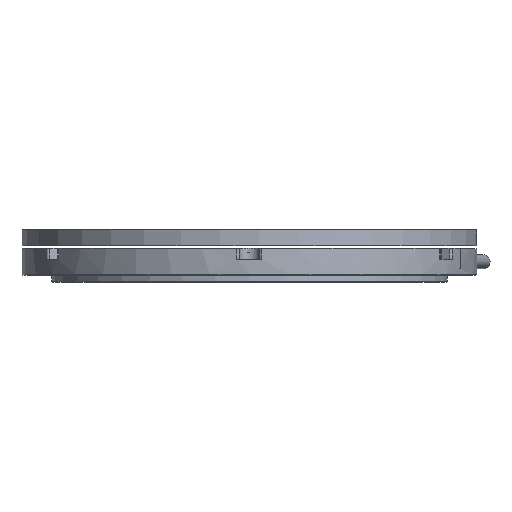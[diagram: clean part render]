
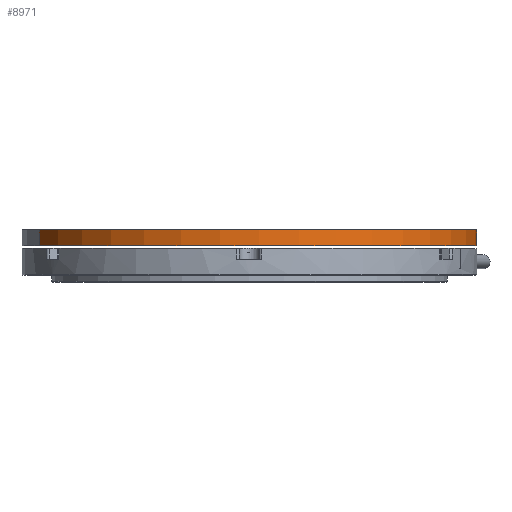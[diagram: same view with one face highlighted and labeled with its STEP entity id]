
A CAD part, front view. The second image highlights one B-rep face of the part: STEP entity #8971.
In plain terms, the highlighted cylindrical face has radius 50 mm (diameter 100 mm), a partial arc.
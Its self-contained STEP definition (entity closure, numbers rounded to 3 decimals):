
#944 = CARTESIAN_POINT ( 'NONE',  ( 46.186, 19.152, 8. ) ) ;
#981 = EDGE_LOOP ( 'NONE', ( #1949, #7346, #9528, #4808 ) ) ;
#1037 = AXIS2_PLACEMENT_3D ( 'NONE', #2436, #8308, #8405 ) ;
#1131 = VERTEX_POINT ( 'NONE', #7457 ) ;
#1345 = VECTOR ( 'NONE', #3172, 1000. ) ;
#1389 = AXIS2_PLACEMENT_3D ( 'NONE', #8296, #1698, #7039 ) ;
#1404 = EDGE_CURVE ( 'NONE', #8153, #1131, #5555, .T. ) ;
#1698 = DIRECTION ( 'NONE',  ( 0., 0., 1. ) ) ;
#1828 = CIRCLE ( 'NONE', #8157, 50. ) ;
#1884 = CARTESIAN_POINT ( 'NONE',  ( 0., 0., 8. ) ) ;
#1949 = ORIENTED_EDGE ( 'NONE', *, *, #8978, .F. ) ;
#2436 = CARTESIAN_POINT ( 'NONE',  ( 0., 0., 11.5 ) ) ;
#2812 = VECTOR ( 'NONE', #7326, 1000. ) ;
#3160 = CIRCLE ( 'NONE', #1037, 50. ) ;
#3172 = DIRECTION ( 'NONE',  ( 0., 0., 1. ) ) ;
#3270 = LINE ( 'NONE', #944, #1345 ) ;
#3320 = FACE_OUTER_BOUND ( 'NONE', #981, .T. ) ;
#3411 = CARTESIAN_POINT ( 'NONE',  ( -46.186, -19.152, 8. ) ) ;
#3477 = EDGE_CURVE ( 'NONE', #6588, #1131, #3160, .T. ) ;
#4000 = CYLINDRICAL_SURFACE ( 'NONE', #1389, 50. ) ;
#4637 = VERTEX_POINT ( 'NONE', #7923 ) ;
#4808 = ORIENTED_EDGE ( 'NONE', *, *, #1404, .F. ) ;
#5555 = LINE ( 'NONE', #3411, #2812 ) ;
#5575 = DIRECTION ( 'NONE',  ( 0.924, 0.383, 0. ) ) ;
#6588 = VERTEX_POINT ( 'NONE', #9156 ) ;
#7039 = DIRECTION ( 'NONE',  ( -0.924, -0.383, 0. ) ) ;
#7326 = DIRECTION ( 'NONE',  ( 0., 0., 1. ) ) ;
#7346 = ORIENTED_EDGE ( 'NONE', *, *, #7404, .T. ) ;
#7404 = EDGE_CURVE ( 'NONE', #4637, #6588, #3270, .T. ) ;
#7457 = CARTESIAN_POINT ( 'NONE',  ( -46.186, -19.152, 11.5 ) ) ;
#7511 = CARTESIAN_POINT ( 'NONE',  ( -46.186, -19.152, 8. ) ) ;
#7826 = DIRECTION ( 'NONE',  ( 0., 0., -1. ) ) ;
#7923 = CARTESIAN_POINT ( 'NONE',  ( 46.186, 19.152, 8. ) ) ;
#8153 = VERTEX_POINT ( 'NONE', #7511 ) ;
#8157 = AXIS2_PLACEMENT_3D ( 'NONE', #1884, #7826, #5575 ) ;
#8296 = CARTESIAN_POINT ( 'NONE',  ( 0., 0., 8. ) ) ;
#8308 = DIRECTION ( 'NONE',  ( 0., 0., -1. ) ) ;
#8405 = DIRECTION ( 'NONE',  ( 0.924, 0.383, 0. ) ) ;
#8971 = ADVANCED_FACE ( 'NONE', ( #3320 ), #4000, .T. ) ;
#8978 = EDGE_CURVE ( 'NONE', #4637, #8153, #1828, .T. ) ;
#9156 = CARTESIAN_POINT ( 'NONE',  ( 46.186, 19.152, 11.5 ) ) ;
#9528 = ORIENTED_EDGE ( 'NONE', *, *, #3477, .T. ) ;
